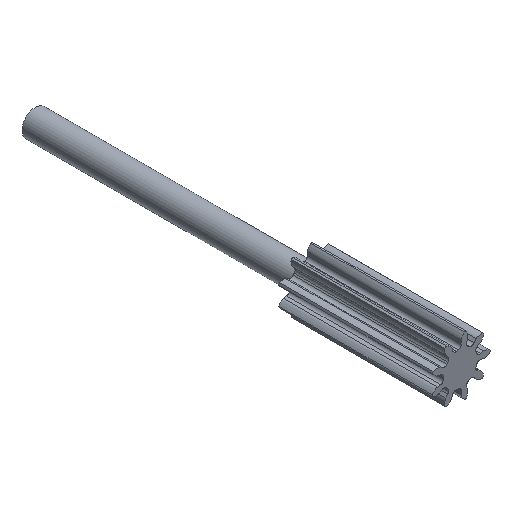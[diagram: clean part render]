
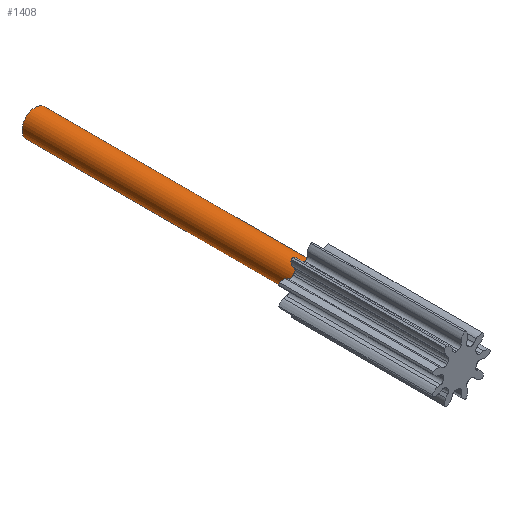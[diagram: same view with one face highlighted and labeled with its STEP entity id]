
A CAD part, isometric view. The second image highlights one B-rep face of the part: STEP entity #1408.
In plain terms, the highlighted cylindrical face has radius 3 mm (diameter 6 mm), a full revolution.
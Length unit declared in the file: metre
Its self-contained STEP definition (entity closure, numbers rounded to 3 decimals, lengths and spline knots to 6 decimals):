
#60=CIRCLE('',#1479,0.003);
#88=CIRCLE('',#1535,0.003);
#125=CYLINDRICAL_SURFACE('',#1534,0.003);
#631=ORIENTED_EDGE('',*,*,#769,.F.);
#632=ORIENTED_EDGE('',*,*,#851,.T.);
#769=EDGE_CURVE('',#960,#960,#60,.T.);
#851=EDGE_CURVE('',#997,#997,#88,.T.);
#960=VERTEX_POINT('',#2509);
#997=VERTEX_POINT('',#2854);
#1217=EDGE_LOOP('',(#631));
#1218=EDGE_LOOP('',(#632));
#1295=FACE_BOUND('',#1217,.T.);
#1296=FACE_BOUND('',#1218,.T.);
#1408=ADVANCED_FACE('',(#1295,#1296),#125,.T.);
#1479=AXIS2_PLACEMENT_3D('',#2508,#1687,#1688);
#1534=AXIS2_PLACEMENT_3D('',#2852,#1833,#1834);
#1535=AXIS2_PLACEMENT_3D('',#2853,#1835,#1836);
#1687=DIRECTION('',(0.,-1.,0.));
#1688=DIRECTION('',(0.,0.,-1.));
#1833=DIRECTION('',(0.,-1.,0.));
#1834=DIRECTION('',(0.,0.,-1.));
#1835=DIRECTION('',(0.,-1.,0.));
#1836=DIRECTION('',(0.,0.,-1.));
#2508=CARTESIAN_POINT('',(0.,0.,0.));
#2509=CARTESIAN_POINT('',(0.,0.,-0.003));
#2852=CARTESIAN_POINT('',(0.,0.0508,0.));
#2853=CARTESIAN_POINT('',(0.,0.0618,0.));
#2854=CARTESIAN_POINT('',(0.,0.0618,-0.003));
